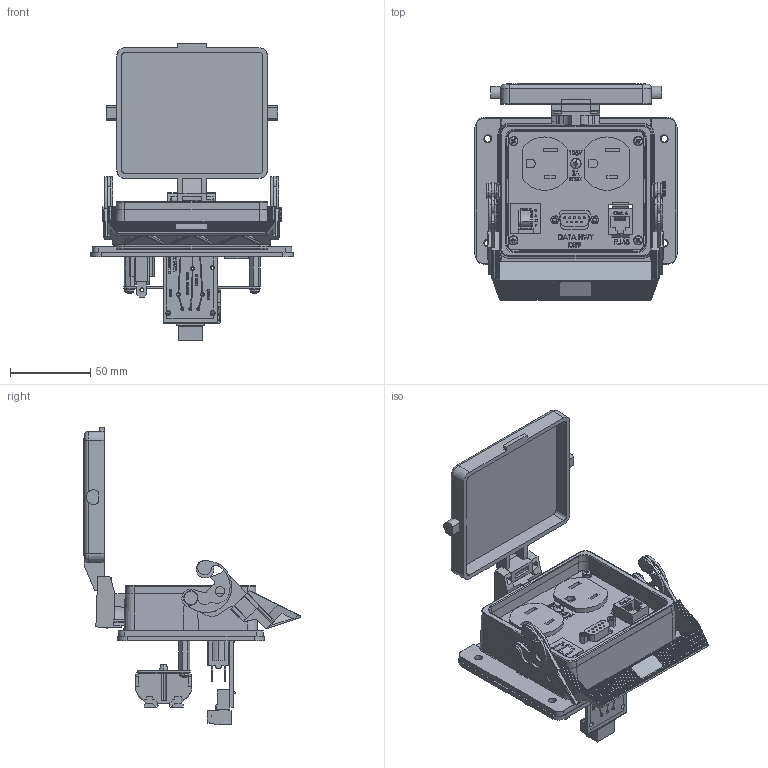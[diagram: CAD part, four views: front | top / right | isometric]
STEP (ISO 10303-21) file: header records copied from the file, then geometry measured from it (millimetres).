
FILE_DESCRIPTION (( 'STEP AP214' ), '1' );
FILE_NAME ('ZP-PDA-32-304.step', '2018-09-05T17:12:19', ( '' ), ( '' ), 'SwSTEP 2.0', 'SolidWorks 2017', '' );
FILE_SCHEMA (( 'AUTOMOTIVE_DESIGN' ));
Length unit declared in the file: inch
Products named in the file (1): ZP-PDA-32-304
Bounding box: 125.98 x 134.96 x 185.54 mm (x, y, z)
Volume: 228033.7 mm3; surface area: 132427.9 mm2
Topology: 1 solids, 26 shells, 4483 faces, 12197 edges, 8000 vertices
Faces by surface type: plane 3004, cylinder 796, bspline 533, cone 67, torus 63, sphere 20
Entity records: 206740 total; most frequent: CARTESIAN_POINT 57658, ORIENTED_EDGE 24362, DIRECTION 20808, EDGE_CURVE 12181, LINE 8844, VECTOR 8844, VERTEX_POINT 7994, AXIS2_PLACEMENT_3D 5982
